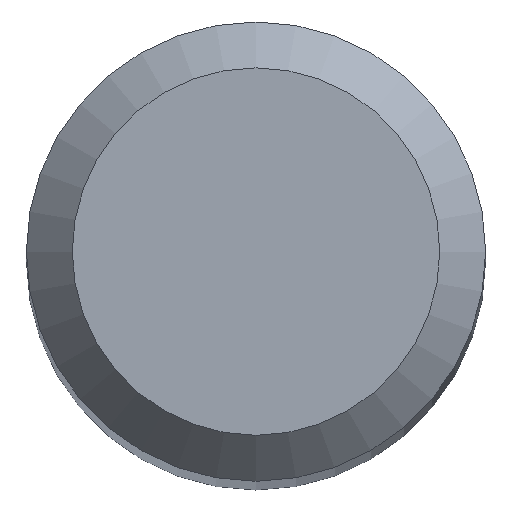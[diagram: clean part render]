
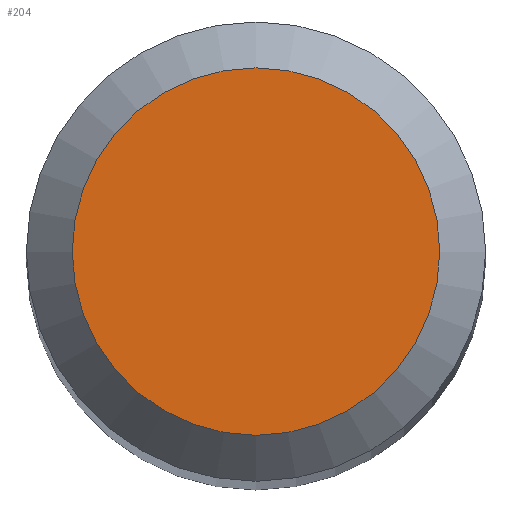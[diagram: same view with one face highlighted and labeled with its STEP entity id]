
A CAD part, top view. The second image highlights one B-rep face of the part: STEP entity #204.
In plain terms, the highlighted planar face has unit normal (0, 0, 1).
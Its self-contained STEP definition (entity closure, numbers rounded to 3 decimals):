
#49 = CARTESIAN_POINT ( 'NONE',  ( 0., 0., 38. ) ) ;
#64 = DIRECTION ( 'NONE',  ( 0., 1., 0. ) ) ;
#67 = FACE_OUTER_BOUND ( 'NONE', #81, .T. ) ;
#72 = CARTESIAN_POINT ( 'NONE',  ( 0., 0., 38. ) ) ;
#81 = EDGE_LOOP ( 'NONE', ( #168 ) ) ;
#83 = DIRECTION ( 'NONE',  ( 0., 1., 0. ) ) ;
#149 = CIRCLE ( 'NONE', #240, 1.2 ) ;
#154 = DIRECTION ( 'NONE',  ( 0., 0., -1. ) ) ;
#156 = PLANE ( 'NONE',  #200 ) ;
#168 = ORIENTED_EDGE ( 'NONE', *, *, #229, .F. ) ;
#191 = DIRECTION ( 'NONE',  ( 0., 0., -1. ) ) ;
#196 = CARTESIAN_POINT ( 'NONE',  ( 0., 1.2, 38. ) ) ;
#200 = AXIS2_PLACEMENT_3D ( 'NONE', #49, #191, #83 ) ;
#204 = ADVANCED_FACE ( 'NONE', ( #67 ), #156, .F. ) ;
#214 = VERTEX_POINT ( 'NONE', #196 ) ;
#229 = EDGE_CURVE ( 'NONE', #214, #214, #149, .T. ) ;
#240 = AXIS2_PLACEMENT_3D ( 'NONE', #72, #154, #64 ) ;
